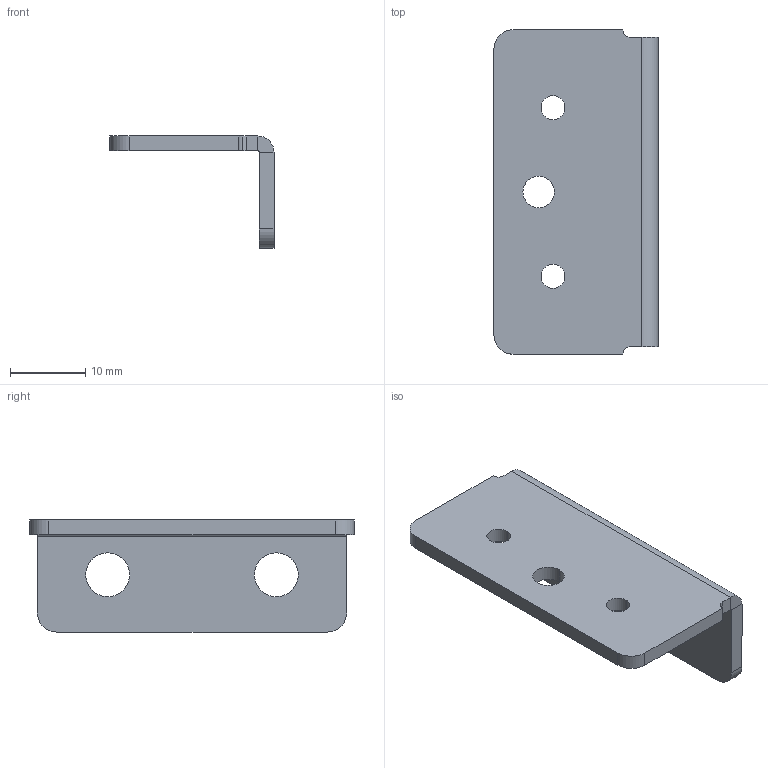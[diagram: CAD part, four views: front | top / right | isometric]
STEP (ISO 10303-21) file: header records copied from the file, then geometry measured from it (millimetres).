
FILE_DESCRIPTION (( 'STEP AP203' ), '1' );
FILE_NAME ('E-RK1-5DBIND-BRACKET.STEP', '2021-06-23T12:47:55', ( '' ), ( '' ), 'SwSTEP 2.0', 'SolidWorks 2011', '' );
FILE_SCHEMA (( 'CONFIG_CONTROL_DESIGN' ));
Length unit declared in the file: inch
Products named in the file (1): E-RK1-5DBIND-BRACKET
Bounding box: 21.82 x 43.15 x 14.91 mm (x, y, z)
Volume: 2683.4 mm3; surface area: 3143.5 mm2
Topology: 1 solids, 1 shells, 34 faces, 88 edges, 56 vertices
Faces by surface type: cylinder 18, plane 16
Entity records: 1143 total; most frequent: DIRECTION 194, CARTESIAN_POINT 179, ORIENTED_EDGE 176, EDGE_CURVE 88, AXIS2_PLACEMENT_3D 71, VERTEX_POINT 56, LINE 52, VECTOR 52
